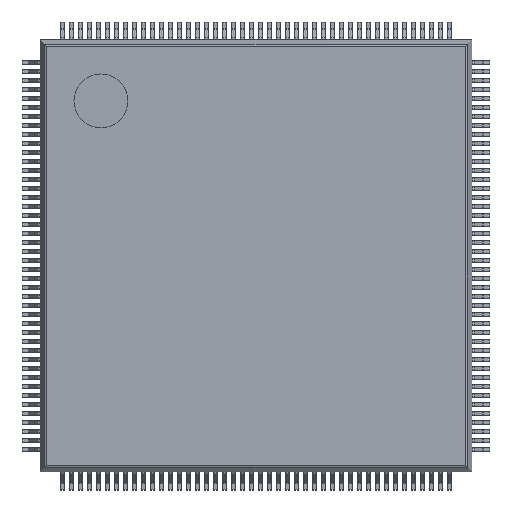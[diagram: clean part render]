
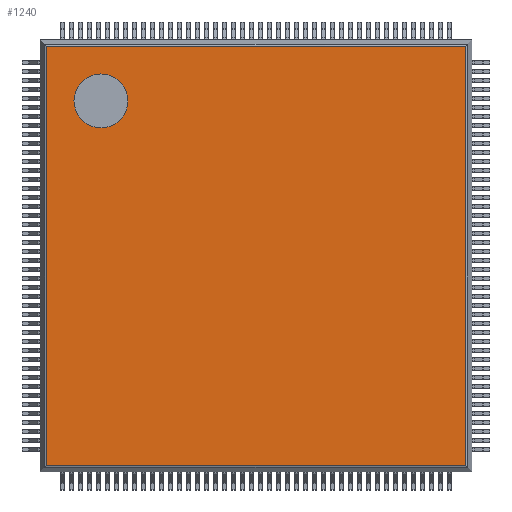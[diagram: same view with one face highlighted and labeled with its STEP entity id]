
A CAD part, top view. The second image highlights one B-rep face of the part: STEP entity #1240.
In plain terms, the highlighted planar face has unit normal (0, 0, 1).
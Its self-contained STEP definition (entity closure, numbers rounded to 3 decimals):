
#837 = CYLINDRICAL_SURFACE('',#838,0.11);
#838 = AXIS2_PLACEMENT_3D('',#839,#840,#841);
#839 = CARTESIAN_POINT('',(-11.646,-11.722,1.49));
#840 = DIRECTION('',(0.,1.,0.));
#841 = DIRECTION('',(-0.936,0.,0.353));
#979 = CYLINDRICAL_SURFACE('',#980,0.11);
#980 = AXIS2_PLACEMENT_3D('',#981,#982,#983);
#981 = CARTESIAN_POINT('',(-11.722,-11.646,1.49));
#982 = DIRECTION('',(1.,0.,0.));
#983 = DIRECTION('',(0.,-0.936,0.353));
#995 = VERTEX_POINT('',#996);
#996 = CARTESIAN_POINT('',(-11.646,-11.646,1.6));
#1030 = EDGE_CURVE('',#995,#1031,#1033,.T.);
#1031 = VERTEX_POINT('',#1032);
#1032 = CARTESIAN_POINT('',(-11.646,11.646,1.6));
#1033 = SURFACE_CURVE('',#1034,(#1038,#1045),.PCURVE_S1.);
#1034 = LINE('',#1035,#1036);
#1035 = CARTESIAN_POINT('',(-11.646,-11.722,1.6));
#1036 = VECTOR('',#1037,1.);
#1037 = DIRECTION('',(0.,1.,0.));
#1038 = PCURVE('',#837,#1039);
#1039 = DEFINITIONAL_REPRESENTATION('',(#1040),#1044);
#1040 = LINE('',#1041,#1042);
#1041 = CARTESIAN_POINT('',(1.21,0.));
#1042 = VECTOR('',#1043,1.);
#1043 = DIRECTION('',(0.,1.));
#1044 = ( GEOMETRIC_REPRESENTATION_CONTEXT(2) 
PARAMETRIC_REPRESENTATION_CONTEXT() REPRESENTATION_CONTEXT('2D SPACE',''
  ) );
#1045 = PCURVE('',#1046,#1051);
#1046 = PLANE('',#1047);
#1047 = AXIS2_PLACEMENT_3D('',#1048,#1049,#1050);
#1048 = CARTESIAN_POINT('',(-12.,-12.,1.6));
#1049 = DIRECTION('',(0.,0.,1.));
#1050 = DIRECTION('',(1.,0.,0.));
#1051 = DEFINITIONAL_REPRESENTATION('',(#1052),#1056);
#1052 = LINE('',#1053,#1054);
#1053 = CARTESIAN_POINT('',(0.354,0.278));
#1054 = VECTOR('',#1055,1.);
#1055 = DIRECTION('',(0.,1.));
#1056 = ( GEOMETRIC_REPRESENTATION_CONTEXT(2) 
PARAMETRIC_REPRESENTATION_CONTEXT() REPRESENTATION_CONTEXT('2D SPACE',''
  ) );
#1079 = CYLINDRICAL_SURFACE('',#1080,0.11);
#1080 = AXIS2_PLACEMENT_3D('',#1081,#1082,#1083);
#1081 = CARTESIAN_POINT('',(-11.722,11.646,1.49));
#1082 = DIRECTION('',(1.,0.,0.));
#1083 = DIRECTION('',(0.,0.,1.));
#1167 = CYLINDRICAL_SURFACE('',#1168,0.11);
#1168 = AXIS2_PLACEMENT_3D('',#1169,#1170,#1171);
#1169 = CARTESIAN_POINT('',(11.646,-11.722,1.49));
#1170 = DIRECTION('',(0.,1.,0.));
#1171 = DIRECTION('',(0.,0.,1.));
#1183 = EDGE_CURVE('',#995,#1184,#1186,.T.);
#1184 = VERTEX_POINT('',#1185);
#1185 = CARTESIAN_POINT('',(11.646,-11.646,1.6));
#1186 = SURFACE_CURVE('',#1187,(#1191,#1198),.PCURVE_S1.);
#1187 = LINE('',#1188,#1189);
#1188 = CARTESIAN_POINT('',(-11.722,-11.646,1.6));
#1189 = VECTOR('',#1190,1.);
#1190 = DIRECTION('',(1.,0.,0.));
#1191 = PCURVE('',#979,#1192);
#1192 = DEFINITIONAL_REPRESENTATION('',(#1193),#1197);
#1193 = LINE('',#1194,#1195);
#1194 = CARTESIAN_POINT('',(-1.21,0.));
#1195 = VECTOR('',#1196,1.);
#1196 = DIRECTION('',(-0.,1.));
#1197 = ( GEOMETRIC_REPRESENTATION_CONTEXT(2) 
PARAMETRIC_REPRESENTATION_CONTEXT() REPRESENTATION_CONTEXT('2D SPACE',''
  ) );
#1198 = PCURVE('',#1046,#1199);
#1199 = DEFINITIONAL_REPRESENTATION('',(#1200),#1204);
#1200 = LINE('',#1201,#1202);
#1201 = CARTESIAN_POINT('',(0.278,0.354));
#1202 = VECTOR('',#1203,1.);
#1203 = DIRECTION('',(1.,0.));
#1204 = ( GEOMETRIC_REPRESENTATION_CONTEXT(2) 
PARAMETRIC_REPRESENTATION_CONTEXT() REPRESENTATION_CONTEXT('2D SPACE',''
  ) );
#1240 = ADVANCED_FACE('',(#1241,#1289),#1046,.T.);
#1241 = FACE_BOUND('',#1242,.T.);
#1242 = EDGE_LOOP('',(#1243,#1244,#1245,#1268));
#1243 = ORIENTED_EDGE('',*,*,#1030,.F.);
#1244 = ORIENTED_EDGE('',*,*,#1183,.T.);
#1245 = ORIENTED_EDGE('',*,*,#1246,.T.);
#1246 = EDGE_CURVE('',#1184,#1247,#1249,.T.);
#1247 = VERTEX_POINT('',#1248);
#1248 = CARTESIAN_POINT('',(11.646,11.646,1.6));
#1249 = SURFACE_CURVE('',#1250,(#1254,#1261),.PCURVE_S1.);
#1250 = LINE('',#1251,#1252);
#1251 = CARTESIAN_POINT('',(11.646,-11.722,1.6));
#1252 = VECTOR('',#1253,1.);
#1253 = DIRECTION('',(0.,1.,0.));
#1254 = PCURVE('',#1046,#1255);
#1255 = DEFINITIONAL_REPRESENTATION('',(#1256),#1260);
#1256 = LINE('',#1257,#1258);
#1257 = CARTESIAN_POINT('',(23.646,0.278));
#1258 = VECTOR('',#1259,1.);
#1259 = DIRECTION('',(0.,1.));
#1260 = ( GEOMETRIC_REPRESENTATION_CONTEXT(2) 
PARAMETRIC_REPRESENTATION_CONTEXT() REPRESENTATION_CONTEXT('2D SPACE',''
  ) );
#1261 = PCURVE('',#1167,#1262);
#1262 = DEFINITIONAL_REPRESENTATION('',(#1263),#1267);
#1263 = LINE('',#1264,#1265);
#1264 = CARTESIAN_POINT('',(0.,0.));
#1265 = VECTOR('',#1266,1.);
#1266 = DIRECTION('',(0.,1.));
#1267 = ( GEOMETRIC_REPRESENTATION_CONTEXT(2) 
PARAMETRIC_REPRESENTATION_CONTEXT() REPRESENTATION_CONTEXT('2D SPACE',''
  ) );
#1268 = ORIENTED_EDGE('',*,*,#1269,.F.);
#1269 = EDGE_CURVE('',#1031,#1247,#1270,.T.);
#1270 = SURFACE_CURVE('',#1271,(#1275,#1282),.PCURVE_S1.);
#1271 = LINE('',#1272,#1273);
#1272 = CARTESIAN_POINT('',(-11.722,11.646,1.6));
#1273 = VECTOR('',#1274,1.);
#1274 = DIRECTION('',(1.,0.,0.));
#1275 = PCURVE('',#1046,#1276);
#1276 = DEFINITIONAL_REPRESENTATION('',(#1277),#1281);
#1277 = LINE('',#1278,#1279);
#1278 = CARTESIAN_POINT('',(0.278,23.646));
#1279 = VECTOR('',#1280,1.);
#1280 = DIRECTION('',(1.,0.));
#1281 = ( GEOMETRIC_REPRESENTATION_CONTEXT(2) 
PARAMETRIC_REPRESENTATION_CONTEXT() REPRESENTATION_CONTEXT('2D SPACE',''
  ) );
#1282 = PCURVE('',#1079,#1283);
#1283 = DEFINITIONAL_REPRESENTATION('',(#1284),#1288);
#1284 = LINE('',#1285,#1286);
#1285 = CARTESIAN_POINT('',(-0.,0.));
#1286 = VECTOR('',#1287,1.);
#1287 = DIRECTION('',(-0.,1.));
#1288 = ( GEOMETRIC_REPRESENTATION_CONTEXT(2) 
PARAMETRIC_REPRESENTATION_CONTEXT() REPRESENTATION_CONTEXT('2D SPACE',''
  ) );
#1289 = FACE_BOUND('',#1290,.T.);
#1290 = EDGE_LOOP('',(#1291));
#1291 = ORIENTED_EDGE('',*,*,#1292,.F.);
#1292 = EDGE_CURVE('',#1293,#1293,#1295,.T.);
#1293 = VERTEX_POINT('',#1294);
#1294 = CARTESIAN_POINT('',(-7.112,8.612,1.6));
#1295 = SURFACE_CURVE('',#1296,(#1301,#1308),.PCURVE_S1.);
#1296 = CIRCLE('',#1297,1.5);
#1297 = AXIS2_PLACEMENT_3D('',#1298,#1299,#1300);
#1298 = CARTESIAN_POINT('',(-8.612,8.612,1.6));
#1299 = DIRECTION('',(0.,0.,1.));
#1300 = DIRECTION('',(1.,0.,0.));
#1301 = PCURVE('',#1046,#1302);
#1302 = DEFINITIONAL_REPRESENTATION('',(#1303),#1307);
#1303 = CIRCLE('',#1304,1.5);
#1304 = AXIS2_PLACEMENT_2D('',#1305,#1306);
#1305 = CARTESIAN_POINT('',(3.388,20.612));
#1306 = DIRECTION('',(1.,0.));
#1307 = ( GEOMETRIC_REPRESENTATION_CONTEXT(2) 
PARAMETRIC_REPRESENTATION_CONTEXT() REPRESENTATION_CONTEXT('2D SPACE',''
  ) );
#1308 = PCURVE('',#1309,#1314);
#1309 = CYLINDRICAL_SURFACE('',#1310,1.5);
#1310 = AXIS2_PLACEMENT_3D('',#1311,#1312,#1313);
#1311 = CARTESIAN_POINT('',(-8.612,8.612,1.44));
#1312 = DIRECTION('',(0.,0.,1.));
#1313 = DIRECTION('',(1.,0.,0.));
#1314 = DEFINITIONAL_REPRESENTATION('',(#1315),#1319);
#1315 = LINE('',#1316,#1317);
#1316 = CARTESIAN_POINT('',(0.,0.16));
#1317 = VECTOR('',#1318,1.);
#1318 = DIRECTION('',(1.,0.));
#1319 = ( GEOMETRIC_REPRESENTATION_CONTEXT(2) 
PARAMETRIC_REPRESENTATION_CONTEXT() REPRESENTATION_CONTEXT('2D SPACE',''
  ) );
